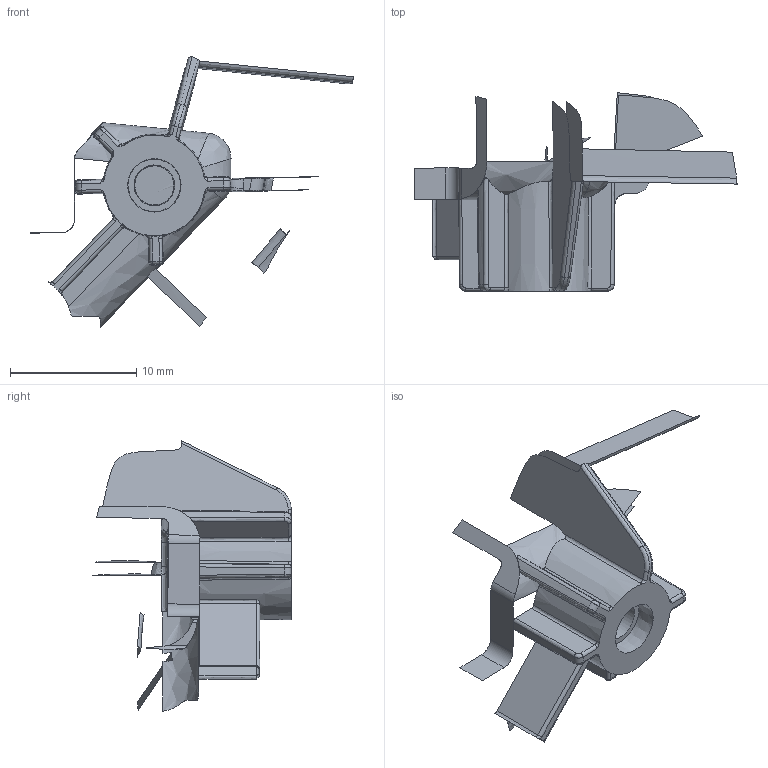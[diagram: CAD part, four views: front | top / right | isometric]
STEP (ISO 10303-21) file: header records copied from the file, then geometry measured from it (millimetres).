
FILE_DESCRIPTION(('Open CASCADE Model'),'2;1');
FILE_NAME('Open CASCADE Shape Model','2025-10-21T21:37:36',('Author'),( 'Open CASCADE'),'Open CASCADE STEP processor 7.7','Open CASCADE 7.7' ,'Unknown');
FILE_SCHEMA(('AUTOMOTIVE_DESIGN { 1 0 10303 214 1 1 1 1 }'));
Length unit declared in the file: millimetre
Products named in the file (129): Open CASCADE STEP translator 7.7 64; Open CASCADE STEP translator 7.7 64.1; Open CASCADE STEP translator 7.7 64.2; Open CASCADE STEP translator 7.7 64.3; Open CASCADE STEP translator 7.7 64.4; Open CASCADE STEP translator 7.7 64.5; Open CASCADE STEP translator 7.7 64.6; Open CASCADE STEP translator 7.7 64.7; Open CASCADE STEP translator 7.7 64.8; Open CASCADE STEP translator 7.7 64.9; Open CASCADE STEP translator 7.7 64.10; Open CASCADE STEP translator 7.7 64.11; Open CASCADE STEP translator 7.7 64.12; Open CASCADE STEP translator 7.7 64.13; Open CASCADE STEP translator 7.7 64.14; Open CASCADE STEP translator 7.7 64.15; Open CASCADE STEP translator 7.7 64.16; Open CASCADE STEP translator 7.7 64.17; Open CASCADE STEP translator 7.7 64.18; Open CASCADE STEP translator 7.7 64.19; Open CASCADE STEP translator 7.7 64.20; Open CASCADE STEP translator 7.7 64.21; Open CASCADE STEP translator 7.7 64.22; Open CASCADE STEP translator 7.7 64.23; Open CASCADE STEP translator 7.7 64.24; Open CASCADE STEP translator 7.7 64.25; Open CASCADE STEP translator 7.7 64.26; Open CASCADE STEP translator 7.7 64.27; Open CASCADE STEP translator 7.7 64.28; Open CASCADE STEP translator 7.7 64.29; Open CASCADE STEP translator 7.7 64.30; Open CASCADE STEP translator 7.7 64.31; Open CASCADE STEP translator 7.7 64.32; Open CASCADE STEP translator 7.7 64.33; Open CASCADE STEP translator 7.7 64.34; Open CASCADE STEP translator 7.7 64.35; Open CASCADE STEP translator 7.7 64.36; Open CASCADE STEP translator 7.7 64.37; Open CASCADE STEP translator 7.7 64.38; Open CASCADE STEP translator 7.7 64.39 ...
Assembly tree (128 placements, depth 2):
  Open CASCADE STEP translator 7.7 64
    Open CASCADE STEP translator 7.7 64.1
    Open CASCADE STEP translator 7.7 64.2
    Open CASCADE STEP translator 7.7 64.3
    Open CASCADE STEP translator 7.7 64.4
    Open CASCADE STEP translator 7.7 64.5
    Open CASCADE STEP translator 7.7 64.6
    Open CASCADE STEP translator 7.7 64.7
    Open CASCADE STEP translator 7.7 64.8
    Open CASCADE STEP translator 7.7 64.9
    Open CASCADE STEP translator 7.7 64.10
    Open CASCADE STEP translator 7.7 64.11
    Open CASCADE STEP translator 7.7 64.12
    Open CASCADE STEP translator 7.7 64.13
    Open CASCADE STEP translator 7.7 64.14
    Open CASCADE STEP translator 7.7 64.15
    Open CASCADE STEP translator 7.7 64.16
    Open CASCADE STEP translator 7.7 64.17
    Open CASCADE STEP translator 7.7 64.18
    Open CASCADE STEP translator 7.7 64.19
    Open CASCADE STEP translator 7.7 64.20
    Open CASCADE STEP translator 7.7 64.21
    Open CASCADE STEP translator 7.7 64.22
    Open CASCADE STEP translator 7.7 64.23
    Open CASCADE STEP translator 7.7 64.24
    Open CASCADE STEP translator 7.7 64.25
    Open CASCADE STEP translator 7.7 64.26
    Open CASCADE STEP translator 7.7 64.27
    Open CASCADE STEP translator 7.7 64.28
    Open CASCADE STEP translator 7.7 64.29
    Open CASCADE STEP translator 7.7 64.30
    Open CASCADE STEP translator 7.7 64.31
    Open CASCADE STEP translator 7.7 64.32
    Open CASCADE STEP translator 7.7 64.33
    Open CASCADE STEP translator 7.7 64.34
    Open CASCADE STEP translator 7.7 64.35
    Open CASCADE STEP translator 7.7 64.36
    Open CASCADE STEP translator 7.7 64.37
    Open CASCADE STEP translator 7.7 64.38
    Open CASCADE STEP translator 7.7 64.39
    Open CASCADE STEP translator 7.7 64.40
    Open CASCADE STEP translator 7.7 64.41
    Open CASCADE STEP translator 7.7 64.42
    Open CASCADE STEP translator 7.7 64.43
    Open CASCADE STEP translator 7.7 64.44
    Open CASCADE STEP translator 7.7 64.45
    Open CASCADE STEP translator 7.7 64.46
    Open CASCADE STEP translator 7.7 64.47
    Open CASCADE STEP translator 7.7 64.48
    Open CASCADE STEP translator 7.7 64.49
    Open CASCADE STEP translator 7.7 64.50
    Open CASCADE STEP translator 7.7 64.51
    Open CASCADE STEP translator 7.7 64.52
    Open CASCADE STEP translator 7.7 64.53
    Open CASCADE STEP translator 7.7 64.54
    Open CASCADE STEP translator 7.7 64.55
    Open CASCADE STEP translator 7.7 64.56
    Open CASCADE STEP translator 7.7 64.57
    Open CASCADE STEP translator 7.7 64.58
    Open CASCADE STEP translator 7.7 64.59
Bounding box: 25.58 x 15.74 x 21.44 mm (x, y, z)
Surface area: 932.6 mm2 (no closed solid volume)
Topology: 0 solids, 128 shells, 128 faces, 648 edges, 642 vertices
Faces by surface type: bspline 76, plane 21, cylinder 15, cone 9, torus 5, sphere 2
Entity records: 19312 total; most frequent: CARTESIAN_POINT 10228, B_SPLINE_CURVE_WITH_KNOTS 928, DIRECTION 857, ORIENTED_EDGE 650, PCURVE 650, DEFINITIONAL_REPRESENTATION 650, EDGE_CURVE 646, VERTEX_POINT 642
